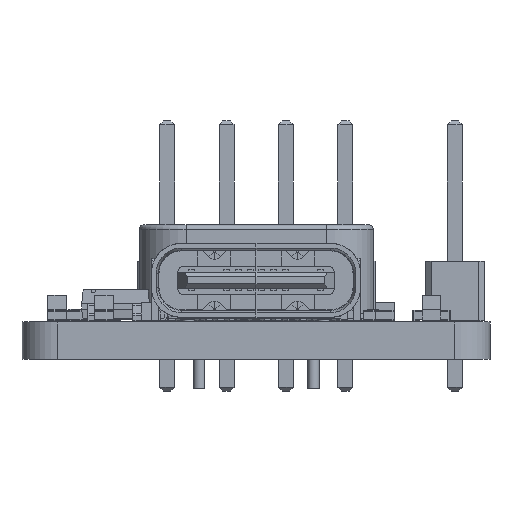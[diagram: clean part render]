
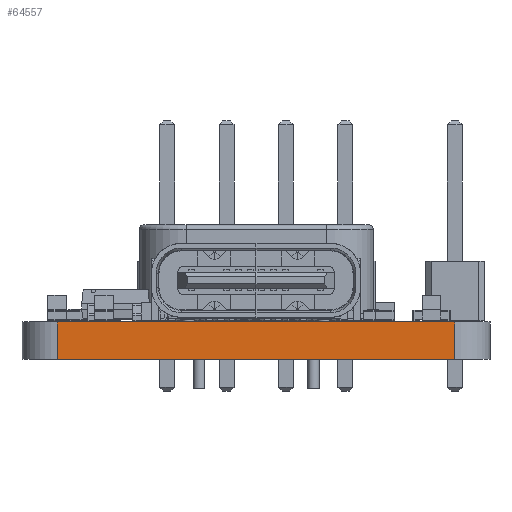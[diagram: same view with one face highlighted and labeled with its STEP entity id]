
A CAD part, left-side view. The second image highlights one B-rep face of the part: STEP entity #64557.
In plain terms, the highlighted planar face has unit normal (-1, 0, 0).
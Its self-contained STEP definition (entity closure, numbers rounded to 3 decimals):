
#63676 = VERTEX_POINT('',#63677);
#63677 = CARTESIAN_POINT('',(-2.,0.5,0.));
#63684 = EDGE_CURVE('',#63685,#63676,#63687,.T.);
#63685 = VERTEX_POINT('',#63686);
#63686 = CARTESIAN_POINT('',(-2.,-16.5,0.));
#63687 = LINE('',#63688,#63689);
#63688 = CARTESIAN_POINT('',(-2.,-16.5,0.));
#63689 = VECTOR('',#63690,1.);
#63690 = DIRECTION('',(0.,1.,0.));
#64103 = VERTEX_POINT('',#64104);
#64104 = CARTESIAN_POINT('',(-2.,0.5,1.6));
#64111 = EDGE_CURVE('',#64112,#64103,#64114,.T.);
#64112 = VERTEX_POINT('',#64113);
#64113 = CARTESIAN_POINT('',(-2.,-16.5,1.6));
#64114 = LINE('',#64115,#64116);
#64115 = CARTESIAN_POINT('',(-2.,-16.5,1.6));
#64116 = VECTOR('',#64117,1.);
#64117 = DIRECTION('',(0.,1.,0.));
#64527 = EDGE_CURVE('',#63676,#64103,#64528,.T.);
#64528 = LINE('',#64529,#64530);
#64529 = CARTESIAN_POINT('',(-2.,0.5,0.));
#64530 = VECTOR('',#64531,1.);
#64531 = DIRECTION('',(0.,0.,1.));
#64557 = ADVANCED_FACE('',(#64558),#64569,.T.);
#64558 = FACE_BOUND('',#64559,.T.);
#64559 = EDGE_LOOP('',(#64560,#64566,#64567,#64568));
#64560 = ORIENTED_EDGE('',*,*,#64561,.T.);
#64561 = EDGE_CURVE('',#63685,#64112,#64562,.T.);
#64562 = LINE('',#64563,#64564);
#64563 = CARTESIAN_POINT('',(-2.,-16.5,0.));
#64564 = VECTOR('',#64565,1.);
#64565 = DIRECTION('',(0.,0.,1.));
#64566 = ORIENTED_EDGE('',*,*,#64111,.T.);
#64567 = ORIENTED_EDGE('',*,*,#64527,.F.);
#64568 = ORIENTED_EDGE('',*,*,#63684,.F.);
#64569 = PLANE('',#64570);
#64570 = AXIS2_PLACEMENT_3D('',#64571,#64572,#64573);
#64571 = CARTESIAN_POINT('',(-2.,-16.5,0.));
#64572 = DIRECTION('',(-1.,0.,0.));
#64573 = DIRECTION('',(0.,1.,0.));
